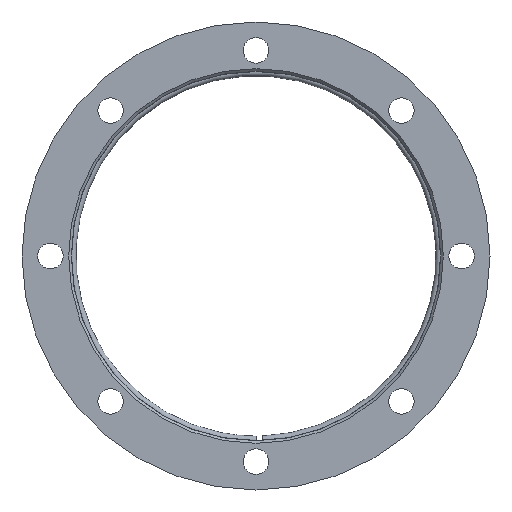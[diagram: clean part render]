
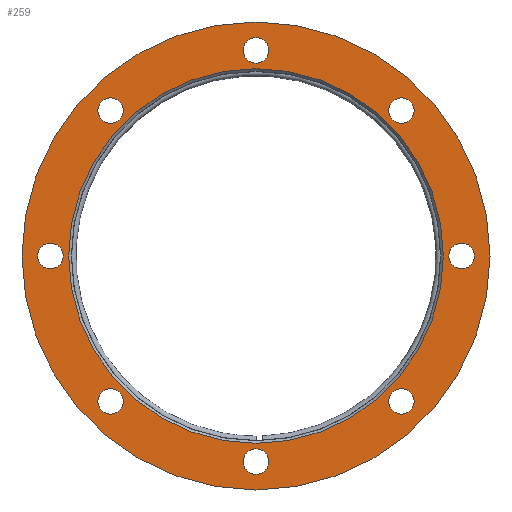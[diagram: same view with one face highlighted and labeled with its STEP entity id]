
A CAD part, left-side view. The second image highlights one B-rep face of the part: STEP entity #259.
In plain terms, the highlighted planar face has unit normal (-1, 0, 0).
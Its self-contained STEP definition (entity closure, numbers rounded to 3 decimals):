
#1 = EDGE_LOOP ( 'NONE', ( #26 ) ) ;
#3 = CARTESIAN_POINT ( 'NONE',  ( -6.5, -51.265, -55.765 ) ) ;
#5 = CARTESIAN_POINT ( 'NONE',  ( -6.5, -72.5, -4.5 ) ) ;
#13 = FACE_BOUND ( 'NONE', #455, .T. ) ;
#22 = CIRCLE ( 'NONE', #387, 4.5 ) ;
#24 = CARTESIAN_POINT ( 'NONE',  ( -6.5, 0., -82.5 ) ) ;
#26 = ORIENTED_EDGE ( 'NONE', *, *, #355, .T. ) ;
#28 = CIRCLE ( 'NONE', #477, 4.5 ) ;
#38 = AXIS2_PLACEMENT_3D ( 'NONE', #550, #73, #156 ) ;
#40 = EDGE_CURVE ( 'NONE', #493, #493, #22, .T. ) ;
#59 = VERTEX_POINT ( 'NONE', #3 ) ;
#73 = DIRECTION ( 'NONE',  ( 1., 0., 0. ) ) ;
#75 = EDGE_LOOP ( 'NONE', ( #144 ) ) ;
#79 = AXIS2_PLACEMENT_3D ( 'NONE', #121, #383, #297 ) ;
#87 = CARTESIAN_POINT ( 'NONE',  ( -6.5, 51.265, 51.265 ) ) ;
#91 = CARTESIAN_POINT ( 'NONE',  ( -6.5, 0., 0. ) ) ;
#93 = VERTEX_POINT ( 'NONE', #204 ) ;
#95 = CIRCLE ( 'NONE', #361, 4.5 ) ;
#97 = DIRECTION ( 'NONE',  ( 0., 0., -1. ) ) ;
#110 = DIRECTION ( 'NONE',  ( 0., 0., -1. ) ) ;
#117 = CIRCLE ( 'NONE', #492, 4.5 ) ;
#118 = CIRCLE ( 'NONE', #244, 4.5 ) ;
#121 = CARTESIAN_POINT ( 'NONE',  ( -6.5, 51.265, -51.265 ) ) ;
#131 = ORIENTED_EDGE ( 'NONE', *, *, #137, .T. ) ;
#133 = DIRECTION ( 'NONE',  ( 1., 0., 0. ) ) ;
#135 = ORIENTED_EDGE ( 'NONE', *, *, #261, .T. ) ;
#136 = DIRECTION ( 'NONE',  ( 1., 0., 0. ) ) ;
#137 = EDGE_CURVE ( 'NONE', #472, #472, #246, .T. ) ;
#144 = ORIENTED_EDGE ( 'NONE', *, *, #351, .T. ) ;
#147 = EDGE_CURVE ( 'NONE', #267, #267, #296, .T. ) ;
#150 = CARTESIAN_POINT ( 'NONE',  ( -6.5, 51.265, 46.765 ) ) ;
#156 = DIRECTION ( 'NONE',  ( 0., 0., -1. ) ) ;
#176 = DIRECTION ( 'NONE',  ( 0., 0., -1. ) ) ;
#182 = DIRECTION ( 'NONE',  ( 0., 0., -1. ) ) ;
#185 = VERTEX_POINT ( 'NONE', #456 ) ;
#197 = CARTESIAN_POINT ( 'NONE',  ( -6.5, 0., 68. ) ) ;
#203 = CARTESIAN_POINT ( 'NONE',  ( -6.5, 72.5, -4.5 ) ) ;
#204 = CARTESIAN_POINT ( 'NONE',  ( -6.5, 0., -66.05 ) ) ;
#212 = CIRCLE ( 'NONE', #274, 82.5 ) ;
#215 = AXIS2_PLACEMENT_3D ( 'NONE', #479, #136, #225 ) ;
#225 = DIRECTION ( 'NONE',  ( 0., 0., -1. ) ) ;
#227 = ORIENTED_EDGE ( 'NONE', *, *, #482, .T. ) ;
#234 = DIRECTION ( 'NONE',  ( 1., 0., 0. ) ) ;
#237 = VERTEX_POINT ( 'NONE', #203 ) ;
#244 = AXIS2_PLACEMENT_3D ( 'NONE', #487, #483, #365 ) ;
#246 = CIRCLE ( 'NONE', #38, 4.5 ) ;
#250 = EDGE_CURVE ( 'NONE', #185, #185, #212, .T. ) ;
#254 = VERTEX_POINT ( 'NONE', #332 ) ;
#258 = EDGE_LOOP ( 'NONE', ( #301 ) ) ;
#259 = ADVANCED_FACE ( 'NONE', ( #408, #503, #295, #377, #13, #468, #262, #419, #435, #275 ), #398, .F. ) ;
#261 = EDGE_CURVE ( 'NONE', #263, #263, #95, .T. ) ;
#262 = FACE_BOUND ( 'NONE', #449, .T. ) ;
#263 = VERTEX_POINT ( 'NONE', #150 ) ;
#267 = VERTEX_POINT ( 'NONE', #454 ) ;
#268 = DIRECTION ( 'NONE',  ( -1., 0., 0. ) ) ;
#270 = DIRECTION ( 'NONE',  ( 1., 0., 0. ) ) ;
#274 = AXIS2_PLACEMENT_3D ( 'NONE', #91, #268, #523 ) ;
#275 = FACE_OUTER_BOUND ( 'NONE', #290, .T. ) ;
#278 = DIRECTION ( 'NONE',  ( 1., 0., 0. ) ) ;
#280 = ORIENTED_EDGE ( 'NONE', *, *, #40, .T. ) ;
#290 = EDGE_LOOP ( 'NONE', ( #380 ) ) ;
#291 = CARTESIAN_POINT ( 'NONE',  ( -6.5, -51.265, -51.265 ) ) ;
#292 = CARTESIAN_POINT ( 'NONE',  ( -6.5, 0., -72.5 ) ) ;
#295 = FACE_BOUND ( 'NONE', #445, .T. ) ;
#296 = CIRCLE ( 'NONE', #79, 4.5 ) ;
#297 = DIRECTION ( 'NONE',  ( 0., 0., -1. ) ) ;
#301 = ORIENTED_EDGE ( 'NONE', *, *, #308, .T. ) ;
#308 = EDGE_CURVE ( 'NONE', #93, #93, #521, .T. ) ;
#309 = ORIENTED_EDGE ( 'NONE', *, *, #147, .T. ) ;
#312 = AXIS2_PLACEMENT_3D ( 'NONE', #325, #442, #97 ) ;
#325 = CARTESIAN_POINT ( 'NONE',  ( -6.5, 0., 0. ) ) ;
#329 = ORIENTED_EDGE ( 'NONE', *, *, #415, .T. ) ;
#332 = CARTESIAN_POINT ( 'NONE',  ( -6.5, -51.265, 46.765 ) ) ;
#351 = EDGE_CURVE ( 'NONE', #254, #254, #513, .T. ) ;
#355 = EDGE_CURVE ( 'NONE', #237, #237, #118, .T. ) ;
#361 = AXIS2_PLACEMENT_3D ( 'NONE', #87, #270, #182 ) ;
#362 = VERTEX_POINT ( 'NONE', #197 ) ;
#365 = DIRECTION ( 'NONE',  ( 0., 0., -1. ) ) ;
#377 = FACE_BOUND ( 'NONE', #394, .T. ) ;
#380 = ORIENTED_EDGE ( 'NONE', *, *, #250, .T. ) ;
#383 = DIRECTION ( 'NONE',  ( 1., 0., 0. ) ) ;
#387 = AXIS2_PLACEMENT_3D ( 'NONE', #292, #234, #536 ) ;
#394 = EDGE_LOOP ( 'NONE', ( #227 ) ) ;
#398 = PLANE ( 'NONE',  #422 ) ;
#408 = FACE_BOUND ( 'NONE', #1, .T. ) ;
#415 = EDGE_CURVE ( 'NONE', #362, #362, #117, .T. ) ;
#419 = FACE_BOUND ( 'NONE', #460, .T. ) ;
#422 = AXIS2_PLACEMENT_3D ( 'NONE', #24, #133, #176 ) ;
#435 = FACE_BOUND ( 'NONE', #258, .T. ) ;
#442 = DIRECTION ( 'NONE',  ( 1., 0., 0. ) ) ;
#445 = EDGE_LOOP ( 'NONE', ( #280 ) ) ;
#449 = EDGE_LOOP ( 'NONE', ( #329 ) ) ;
#454 = CARTESIAN_POINT ( 'NONE',  ( -6.5, 51.265, -55.765 ) ) ;
#455 = EDGE_LOOP ( 'NONE', ( #131 ) ) ;
#456 = CARTESIAN_POINT ( 'NONE',  ( -6.5, 0., 82.5 ) ) ;
#460 = EDGE_LOOP ( 'NONE', ( #135 ) ) ;
#468 = FACE_BOUND ( 'NONE', #75, .T. ) ;
#470 = EDGE_LOOP ( 'NONE', ( #309 ) ) ;
#472 = VERTEX_POINT ( 'NONE', #5 ) ;
#477 = AXIS2_PLACEMENT_3D ( 'NONE', #291, #495, #110 ) ;
#479 = CARTESIAN_POINT ( 'NONE',  ( -6.5, -51.265, 51.265 ) ) ;
#482 = EDGE_CURVE ( 'NONE', #59, #59, #28, .T. ) ;
#483 = DIRECTION ( 'NONE',  ( 1., 0., 0. ) ) ;
#487 = CARTESIAN_POINT ( 'NONE',  ( -6.5, 72.5, 0. ) ) ;
#492 = AXIS2_PLACEMENT_3D ( 'NONE', #533, #278, #567 ) ;
#493 = VERTEX_POINT ( 'NONE', #542 ) ;
#495 = DIRECTION ( 'NONE',  ( 1., 0., 0. ) ) ;
#503 = FACE_BOUND ( 'NONE', #470, .T. ) ;
#513 = CIRCLE ( 'NONE', #215, 4.5 ) ;
#521 = CIRCLE ( 'NONE', #312, 66.05 ) ;
#523 = DIRECTION ( 'NONE',  ( 0., 0., 1. ) ) ;
#533 = CARTESIAN_POINT ( 'NONE',  ( -6.5, 0., 72.5 ) ) ;
#536 = DIRECTION ( 'NONE',  ( 0., 0., -1. ) ) ;
#542 = CARTESIAN_POINT ( 'NONE',  ( -6.5, 0., -77. ) ) ;
#550 = CARTESIAN_POINT ( 'NONE',  ( -6.5, -72.5, 0. ) ) ;
#567 = DIRECTION ( 'NONE',  ( 0., 0., -1. ) ) ;
